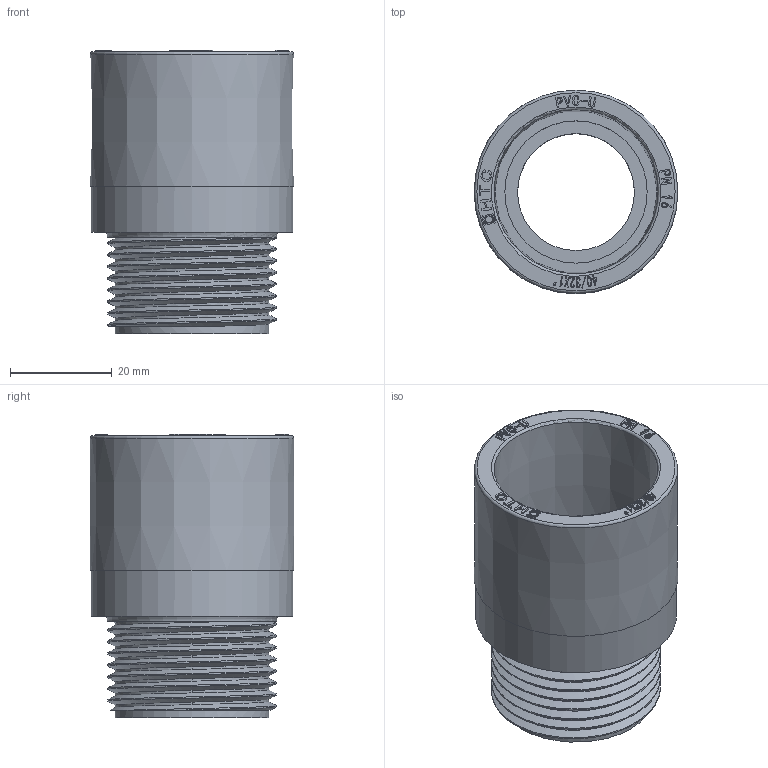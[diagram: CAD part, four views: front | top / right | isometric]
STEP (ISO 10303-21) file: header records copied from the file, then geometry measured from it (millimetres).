
FILE_DESCRIPTION(/* description */ (''),/* implementation_level */ '2;1');
FILE_NAME(/* name */ 'Z7A032032.stp',/* time_stamp */ '2025-10-14T08:15:16+08:00',/* author */ (''),/* organization */ (''),/* preprocessor_version */ 'ST-DEVELOPER v16.7',/* originating_system */ 'SIEMENS PLM Software NX 12.0',/* authorisation */ '');
FILE_SCHEMA (('AUTOMOTIVE_DESIGN { 1 0 10303 214 3 1 1 1 }'));
Length unit declared in the file: millimetre
Products named in the file (1): Admi18A8C8BF3hfa
Bounding box: 40.11 x 40.11 x 55.8 mm (x, y, z)
Volume: 26044.1 mm3; surface area: 14320.8 mm2
Topology: 1 solids, 1 shells, 593 faces, 1669 edges, 1112 vertices
Faces by surface type: plane 512, extrusion 53, cylinder 19, torus 4, cone 3, bspline 2
Full cylindrical faces by diameter (mm): 1.401 x1, 1.868 x1, 23 x1, 28 x1, 30.291 x8, 39.6 x1
Entity records: 22706 total; most frequent: CARTESIAN_POINT 9711, ORIENTED_EDGE 3248, DIRECTION 1726, EDGE_CURVE 1624, B_SPLINE_CURVE_WITH_KNOTS 1103, VERTEX_POINT 1088, EDGE_LOOP 634, VECTOR 590
